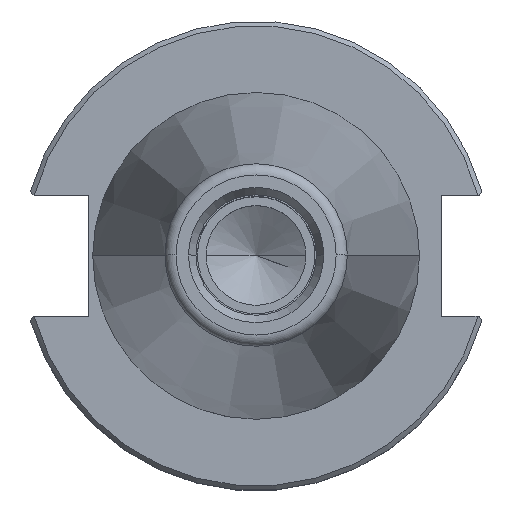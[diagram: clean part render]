
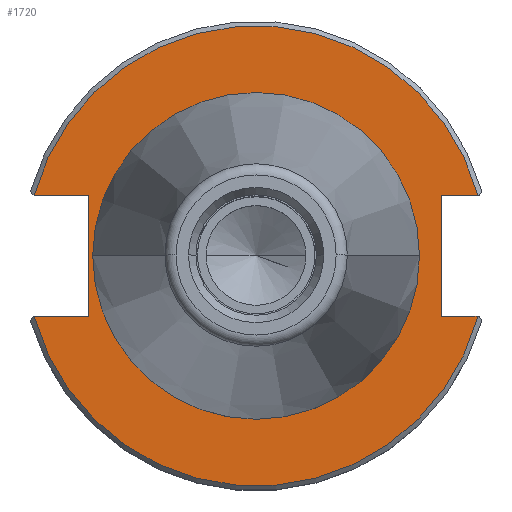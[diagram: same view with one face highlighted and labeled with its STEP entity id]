
A CAD part, top view. The second image highlights one B-rep face of the part: STEP entity #1720.
In plain terms, the highlighted planar face has unit normal (0, 0, 1).
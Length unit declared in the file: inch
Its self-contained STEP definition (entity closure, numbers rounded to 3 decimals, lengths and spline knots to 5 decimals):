
#13 = CIRCLE ( 'NONE', #303, 1.225 ) ;
#26 = CARTESIAN_POINT ( 'NONE',  ( -1.25, -0.3225, 0.625 ) ) ;
#47 = DIRECTION ( 'NONE',  ( 0., 0., 1. ) ) ;
#62 = EDGE_CURVE ( 'NONE', #2513, #2486, #372, .T. ) ;
#81 = EDGE_CURVE ( 'NONE', #631, #3575, #1044, .T. ) ;
#87 = DIRECTION ( 'NONE',  ( 0., 0., 1. ) ) ;
#245 = DIRECTION ( 'NONE',  ( 0., 0., 1. ) ) ;
#300 = LINE ( 'NONE', #3158, #1163 ) ;
#303 = AXIS2_PLACEMENT_3D ( 'NONE', #2843, #2570, #329 ) ;
#328 = CARTESIAN_POINT ( 'NONE',  ( 1.18179, 0.3225, 0.625 ) ) ;
#329 = DIRECTION ( 'NONE',  ( 1., 0., 0. ) ) ;
#370 = CIRCLE ( 'NONE', #3430, 0.87 ) ;
#372 = CIRCLE ( 'NONE', #2885, 1.225 ) ;
#419 = EDGE_CURVE ( 'NONE', #1318, #679, #2278, .T. ) ;
#448 = CARTESIAN_POINT ( 'NONE',  ( 0., 0., 0.625 ) ) ;
#477 = DIRECTION ( 'NONE',  ( 1., 0., 0. ) ) ;
#584 = DIRECTION ( 'NONE',  ( 1., 0., 0. ) ) ;
#631 = VERTEX_POINT ( 'NONE', #2643 ) ;
#679 = VERTEX_POINT ( 'NONE', #2427 ) ;
#749 = ORIENTED_EDGE ( 'NONE', *, *, #62, .T. ) ;
#835 = DIRECTION ( 'NONE',  ( -1., 0., 0. ) ) ;
#873 = DIRECTION ( 'NONE',  ( 1., 0., 0. ) ) ;
#894 = DIRECTION ( 'NONE',  ( 1., 0., 0. ) ) ;
#938 = CARTESIAN_POINT ( 'NONE',  ( -0.89, -0.3225, 0.625 ) ) ;
#1005 = CARTESIAN_POINT ( 'NONE',  ( -0.89, 0.3225, 0.625 ) ) ;
#1022 = VECTOR ( 'NONE', #873, 39.37008 ) ;
#1033 = CARTESIAN_POINT ( 'NONE',  ( 1.25, 0.3225, 0.625 ) ) ;
#1044 = LINE ( 'NONE', #2185, #1272 ) ;
#1091 = CARTESIAN_POINT ( 'NONE',  ( -0.89, 0.3225, 0.625 ) ) ;
#1158 = EDGE_CURVE ( 'NONE', #679, #1318, #370, .T. ) ;
#1163 = VECTOR ( 'NONE', #894, 39.37008 ) ;
#1211 = VERTEX_POINT ( 'NONE', #938 ) ;
#1262 = ORIENTED_EDGE ( 'NONE', *, *, #1158, .F. ) ;
#1272 = VECTOR ( 'NONE', #1917, 39.37008 ) ;
#1294 = VERTEX_POINT ( 'NONE', #1091 ) ;
#1308 = DIRECTION ( 'NONE',  ( 1., 0., 0. ) ) ;
#1318 = VERTEX_POINT ( 'NONE', #2532 ) ;
#1457 = CARTESIAN_POINT ( 'NONE',  ( -1.18179, -0.3225, 0.625 ) ) ;
#1473 = CARTESIAN_POINT ( 'NONE',  ( 1.18179, -0.3225, 0.625 ) ) ;
#1541 = DIRECTION ( 'NONE',  ( -1., 0., 0. ) ) ;
#1607 = ORIENTED_EDGE ( 'NONE', *, *, #2135, .F. ) ;
#1620 = VECTOR ( 'NONE', #835, 39.37008 ) ;
#1624 = FACE_BOUND ( 'NONE', #1943, .T. ) ;
#1628 = EDGE_CURVE ( 'NONE', #1294, #1211, #2712, .T. ) ;
#1630 = ORIENTED_EDGE ( 'NONE', *, *, #3693, .T. ) ;
#1646 = FACE_OUTER_BOUND ( 'NONE', #1915, .T. ) ;
#1658 = ORIENTED_EDGE ( 'NONE', *, *, #3172, .F. ) ;
#1720 = ADVANCED_FACE ( 'NONE', ( #1624, #1646 ), #2489, .T. ) ;
#1805 = VECTOR ( 'NONE', #1847, 39.37008 ) ;
#1807 = ORIENTED_EDGE ( 'NONE', *, *, #419, .F. ) ;
#1812 = VECTOR ( 'NONE', #1541, 39.37008 ) ;
#1847 = DIRECTION ( 'NONE',  ( 0., -1., 0. ) ) ;
#1871 = DIRECTION ( 'NONE',  ( 1., 0., 0. ) ) ;
#1915 = EDGE_LOOP ( 'NONE', ( #1658, #3109, #1630, #3540, #1607, #749, #1937, #2799 ) ) ;
#1917 = DIRECTION ( 'NONE',  ( 0., -1., 0. ) ) ;
#1937 = ORIENTED_EDGE ( 'NONE', *, *, #2809, .T. ) ;
#1943 = EDGE_LOOP ( 'NONE', ( #1262, #1807 ) ) ;
#2076 = CARTESIAN_POINT ( 'NONE',  ( -1.18179, 0.3225, 0.625 ) ) ;
#2115 = LINE ( 'NONE', #1033, #1812 ) ;
#2135 = EDGE_CURVE ( 'NONE', #2513, #631, #2115, .T. ) ;
#2180 = CARTESIAN_POINT ( 'NONE',  ( 0., 0., 0.625 ) ) ;
#2185 = CARTESIAN_POINT ( 'NONE',  ( 0.985, -0.3225, 0.625 ) ) ;
#2262 = CARTESIAN_POINT ( 'NONE',  ( 1.25, -0.3225, 0.625 ) ) ;
#2278 = CIRCLE ( 'NONE', #2881, 0.87 ) ;
#2300 = LINE ( 'NONE', #26, #1022 ) ;
#2427 = CARTESIAN_POINT ( 'NONE',  ( -0.87, 0., 0.625 ) ) ;
#2437 = DIRECTION ( 'NONE',  ( 0., 0., 1. ) ) ;
#2486 = VERTEX_POINT ( 'NONE', #2076 ) ;
#2489 = PLANE ( 'NONE',  #3434 ) ;
#2509 = LINE ( 'NONE', #2262, #1620 ) ;
#2513 = VERTEX_POINT ( 'NONE', #328 ) ;
#2532 = CARTESIAN_POINT ( 'NONE',  ( 0.87, 0., 0.625 ) ) ;
#2570 = DIRECTION ( 'NONE',  ( 0., 0., 1. ) ) ;
#2643 = CARTESIAN_POINT ( 'NONE',  ( 0.985, 0.3225, 0.625 ) ) ;
#2712 = LINE ( 'NONE', #1005, #1805 ) ;
#2799 = ORIENTED_EDGE ( 'NONE', *, *, #1628, .T. ) ;
#2809 = EDGE_CURVE ( 'NONE', #2486, #1294, #300, .T. ) ;
#2843 = CARTESIAN_POINT ( 'NONE',  ( 0., 0., 0.625 ) ) ;
#2881 = AXIS2_PLACEMENT_3D ( 'NONE', #2180, #2437, #477 ) ;
#2885 = AXIS2_PLACEMENT_3D ( 'NONE', #3156, #47, #584 ) ;
#2986 = CARTESIAN_POINT ( 'NONE',  ( 0., 0., 0.625 ) ) ;
#3023 = CARTESIAN_POINT ( 'NONE',  ( 0.985, -0.3225, 0.625 ) ) ;
#3109 = ORIENTED_EDGE ( 'NONE', *, *, #3494, .T. ) ;
#3156 = CARTESIAN_POINT ( 'NONE',  ( 0., 0., 0.625 ) ) ;
#3158 = CARTESIAN_POINT ( 'NONE',  ( -1.25, 0.3225, 0.625 ) ) ;
#3172 = EDGE_CURVE ( 'NONE', #3489, #1211, #2300, .T. ) ;
#3430 = AXIS2_PLACEMENT_3D ( 'NONE', #2986, #87, #1871 ) ;
#3434 = AXIS2_PLACEMENT_3D ( 'NONE', #448, #245, #1308 ) ;
#3489 = VERTEX_POINT ( 'NONE', #1457 ) ;
#3494 = EDGE_CURVE ( 'NONE', #3489, #3501, #13, .T. ) ;
#3501 = VERTEX_POINT ( 'NONE', #1473 ) ;
#3540 = ORIENTED_EDGE ( 'NONE', *, *, #81, .F. ) ;
#3575 = VERTEX_POINT ( 'NONE', #3023 ) ;
#3693 = EDGE_CURVE ( 'NONE', #3501, #3575, #2509, .T. ) ;
